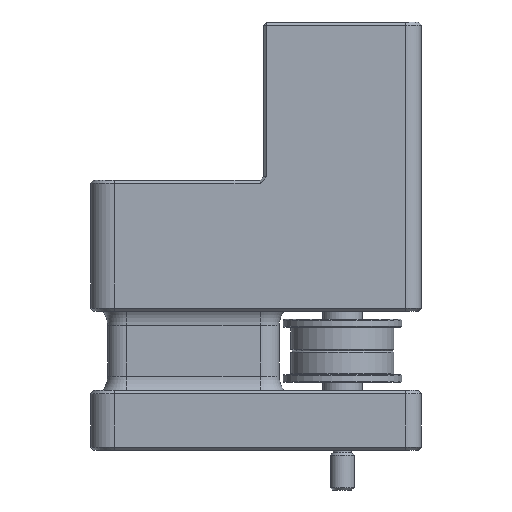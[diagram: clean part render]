
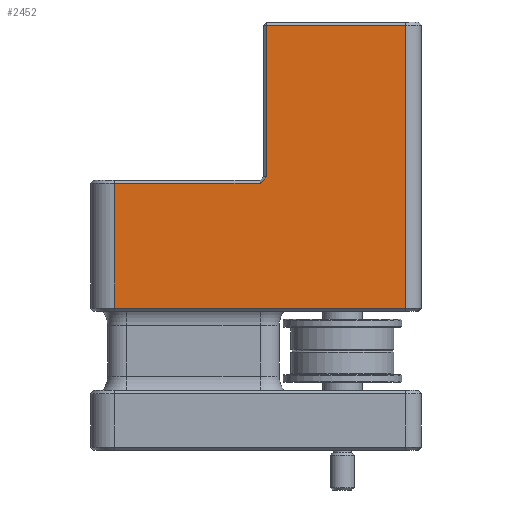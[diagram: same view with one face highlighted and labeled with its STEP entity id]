
A CAD part, left-side view. The second image highlights one B-rep face of the part: STEP entity #2452.
In plain terms, the highlighted planar face has unit normal (-1, 0, 0).
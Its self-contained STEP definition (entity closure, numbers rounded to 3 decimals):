
#178=LINE('',#3815,#379);
#179=LINE('',#3817,#380);
#180=LINE('',#3819,#381);
#181=LINE('',#3821,#382);
#182=LINE('',#3823,#383);
#183=LINE('',#3825,#384);
#184=LINE('',#3826,#385);
#379=VECTOR('',#2988,1000.);
#380=VECTOR('',#2989,1000.);
#381=VECTOR('',#2990,1000.);
#382=VECTOR('',#2991,1000.);
#383=VECTOR('',#2992,1000.);
#384=VECTOR('',#2993,1000.);
#385=VECTOR('',#2994,1000.);
#604=FACE_OUTER_BOUND('',#767,.T.);
#767=EDGE_LOOP('',(#1665,#1666,#1667,#1668,#1669,#1670,#1671));
#1094=VERTEX_POINT('',#3813);
#1095=VERTEX_POINT('',#3814);
#1096=VERTEX_POINT('',#3816);
#1097=VERTEX_POINT('',#3818);
#1098=VERTEX_POINT('',#3820);
#1099=VERTEX_POINT('',#3822);
#1100=VERTEX_POINT('',#3824);
#1307=EDGE_CURVE('',#1094,#1095,#178,.T.);
#1308=EDGE_CURVE('',#1095,#1096,#179,.T.);
#1309=EDGE_CURVE('',#1096,#1097,#180,.F.);
#1310=EDGE_CURVE('',#1097,#1098,#181,.T.);
#1311=EDGE_CURVE('',#1098,#1099,#182,.T.);
#1312=EDGE_CURVE('',#1100,#1099,#183,.T.);
#1313=EDGE_CURVE('',#1100,#1094,#184,.T.);
#1665=ORIENTED_EDGE('',*,*,#1307,.T.);
#1666=ORIENTED_EDGE('',*,*,#1308,.T.);
#1667=ORIENTED_EDGE('',*,*,#1309,.T.);
#1668=ORIENTED_EDGE('',*,*,#1310,.T.);
#1669=ORIENTED_EDGE('',*,*,#1311,.T.);
#1670=ORIENTED_EDGE('',*,*,#1312,.F.);
#1671=ORIENTED_EDGE('',*,*,#1313,.T.);
#2380=PLANE('',#2667);
#2452=ADVANCED_FACE('',(#604),#2380,.F.);
#2667=AXIS2_PLACEMENT_3D('',#3812,#2986,#2987);
#2986=DIRECTION('center_axis',(1.,0.,0.));
#2987=DIRECTION('ref_axis',(0.,0.,-1.));
#2988=DIRECTION('',(0.,0.,-1.));
#2989=DIRECTION('',(0.,-1.,0.));
#2990=DIRECTION('',(0.,0.,-1.));
#2991=DIRECTION('',(0.,1.,0.));
#2992=DIRECTION('',(0.,0.,-1.));
#2993=DIRECTION('',(0.,-0.707,0.707));
#2994=DIRECTION('',(0.,1.,0.));
#3812=CARTESIAN_POINT('Origin',(0.,22.024,54.2));
#3813=CARTESIAN_POINT('',(0.,38.851,33.8));
#3814=CARTESIAN_POINT('',(0.,38.851,18.));
#3815=CARTESIAN_POINT('',(0.,38.851,54.2));
#3816=CARTESIAN_POINT('',(0.,2.,18.));
#3817=CARTESIAN_POINT('',(0.,22.024,18.));
#3818=CARTESIAN_POINT('',(0.,2.,53.8));
#3819=CARTESIAN_POINT('',(0.,2.,54.2));
#3820=CARTESIAN_POINT('',(0.,19.6,53.8));
#3821=CARTESIAN_POINT('',(0.,20.,53.8));
#3822=CARTESIAN_POINT('',(0.,19.6,34.6));
#3823=CARTESIAN_POINT('',(0.,19.6,34.2));
#3824=CARTESIAN_POINT('',(0.,20.4,33.8));
#3825=CARTESIAN_POINT('',(0.,19.6,34.6));
#3826=CARTESIAN_POINT('',(0.,38.851,33.8));
